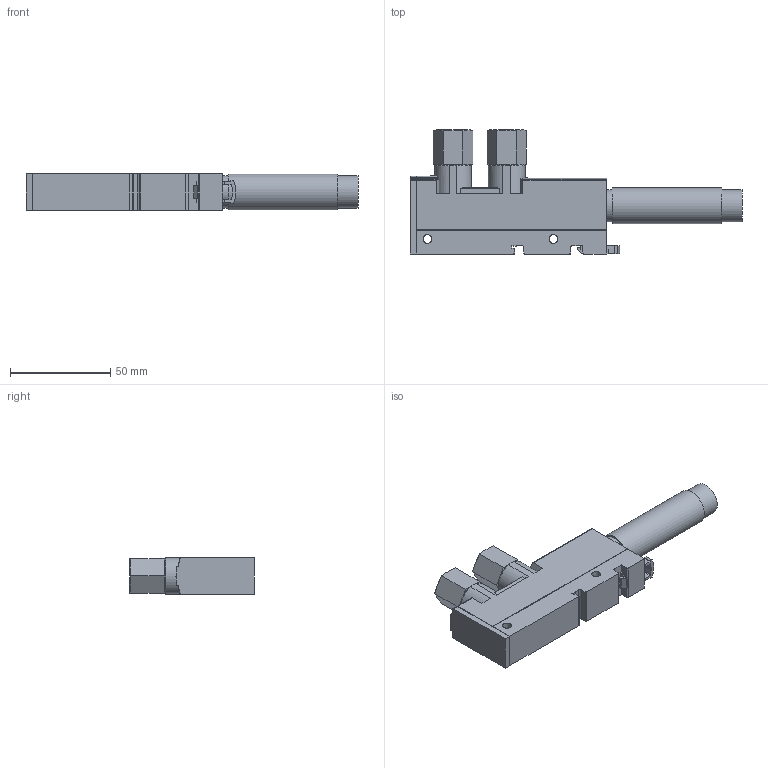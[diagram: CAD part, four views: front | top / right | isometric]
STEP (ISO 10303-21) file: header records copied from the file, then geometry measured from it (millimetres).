
FILE_DESCRIPTION(/* description */ ('STEP AP214'),/* implementation_level */ '2;1');
FILE_NAME(/* name */ '532720_VN-14-L-T4-PI5-VI5-RO2-A',/* time_stamp */ '2024-09-17T00:41:50+02:00',/* author */ ('License CC BY-ND 4.0'),/* organization */ ('CADENAS'),/* preprocessor_version */ 'ST-DEVELOPER v19.3',/* originating_system */ 'PARTsolutions',/* authorisation */ ' ');
FILE_SCHEMA (('AUTOMOTIVE_DESIGN {1 0 10303 214 3 1 1}'));
Length unit declared in the file: millimetre
Products named in the file (1): 532720 VN-14-L-T4-PI5-VI5-RO2-A
Bounding box: 165.9 x 62 x 18 mm (x, y, z)
Volume: 89186.5 mm3; surface area: 21245.8 mm2
Topology: 1 solids, 1 shells, 178 faces, 484 edges, 315 vertices
Faces by surface type: plane 97, cylinder 53, cone 26, torus 2
Full cylindrical faces by diameter (mm): 4.4 x2, 11.445 x2, 16 x2, 17.8 x1
Entity records: 6893 total; most frequent: CARTESIAN_POINT 1203, ORIENTED_EDGE 936, DIRECTION 892, EDGE_CURVE 468, AXIS2_PLACEMENT_3D 311, VERTEX_POINT 310, LINE 270, VECTOR 270
